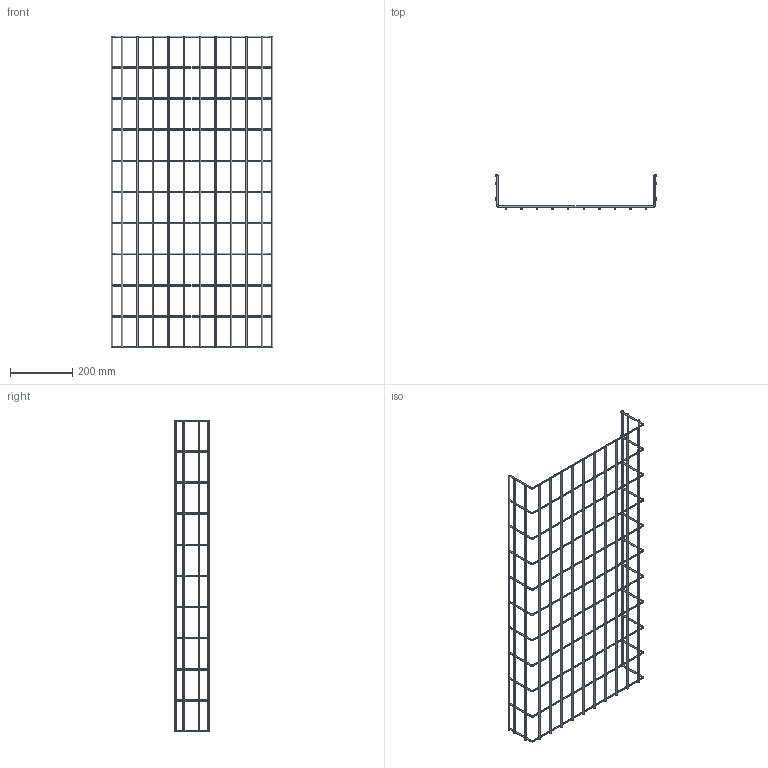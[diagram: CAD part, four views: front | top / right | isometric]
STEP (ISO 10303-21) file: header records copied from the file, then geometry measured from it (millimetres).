
FILE_DESCRIPTION (( 'STEP AP203' ), '1' );
FILE_NAME ('00406495.STEP', '2021-07-01T06:19:12', ( '' ), ( '' ), 'SwSTEP 2.0', 'SolidWorks 2020', '' );
FILE_SCHEMA (( 'CONFIG_CONTROL_DESIGN' ));
Length unit declared in the file: inch
Products named in the file (3): 00406495; Cable Tray Zinc 12(120) inches L; Cable Tray Zinc 20inches W 4inches D
Assembly tree (27 placements, depth 2):
  00406495
    Cable Tray Zinc 20inches W 4inches D  x11
    Cable Tray Zinc 12(120) inches L  x16
Bounding box: 520 x 110 x 1000 mm (x, y, z)
Volume: 466188 mm3; surface area: 374038.6 mm2
Topology: 27 solids, 27 shells, 196 faces, 360 edges, 218 vertices
Faces by surface type: cylinder 98, plane 54, torus 44
Entity records: 1515 total; most frequent: DIRECTION 136, CARTESIAN_POINT 106, DATE_AND_TIME 69, LOCAL_TIME 69, COORDINATED_UNIVERSAL_TIME_OFFSET 69, CALENDAR_DATE 69, AXIS2_PLACEMENT_3D 64, ORIENTED_EDGE 60
